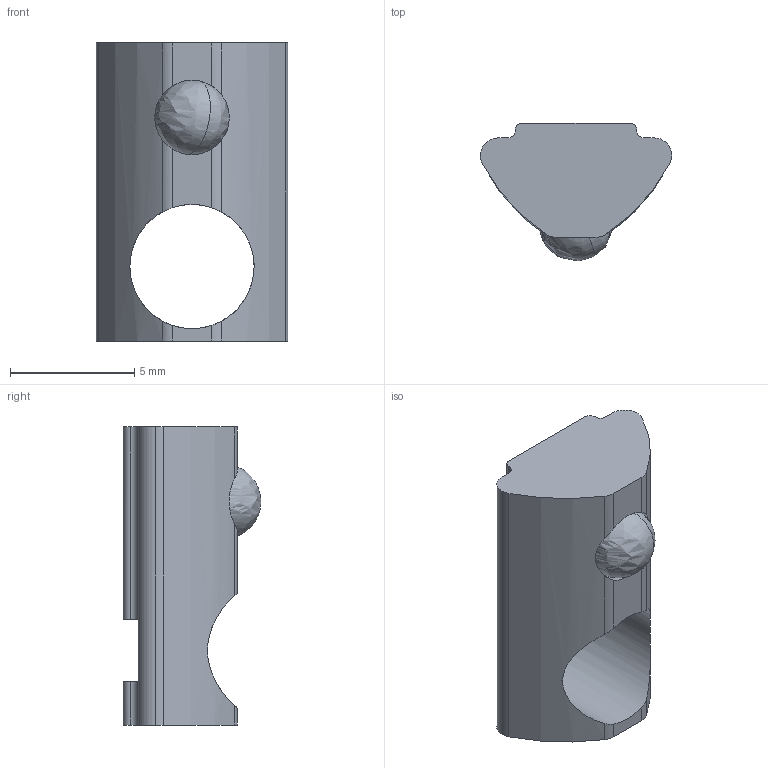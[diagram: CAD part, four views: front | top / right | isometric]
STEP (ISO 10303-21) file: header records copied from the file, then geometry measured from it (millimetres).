
FILE_DESCRIPTION (( 'STEP AP214' ), '1' );
FILE_NAME ('252200136.STEP', '2014-02-19T09:03:19', ( '' ), ( '' ), 'SwSTEP 2.0', 'SolidWorks 2014', '' );
FILE_SCHEMA (( 'AUTOMOTIVE_DESIGN' ));
Length unit declared in the file: millimetre
Products named in the file (1): 252200136
Bounding box: 7.7 x 5.54 x 12 mm (x, y, z)
Volume: 214.5 mm3; surface area: 376.3 mm2
Topology: 2 solids, 2 shells, 41 faces, 121 edges, 78 vertices
Faces by surface type: cylinder 23, plane 14, bspline 2, cone 2
Entity records: 1957 total; most frequent: CARTESIAN_POINT 381, ORIENTED_EDGE 234, DIRECTION 227, EDGE_CURVE 117, AXIS2_PLACEMENT_3D 88, VERTEX_POINT 78, VECTOR 51, LINE 51
